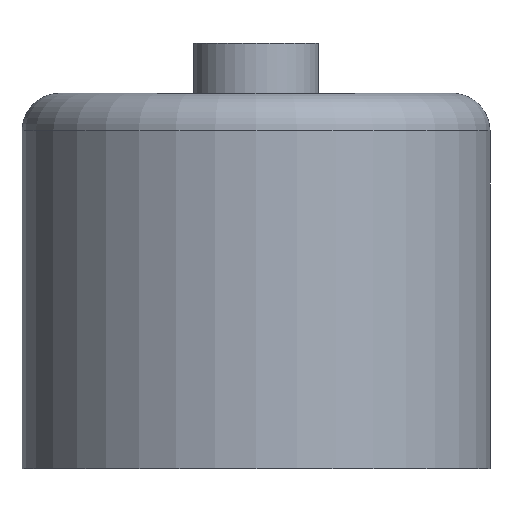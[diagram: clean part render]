
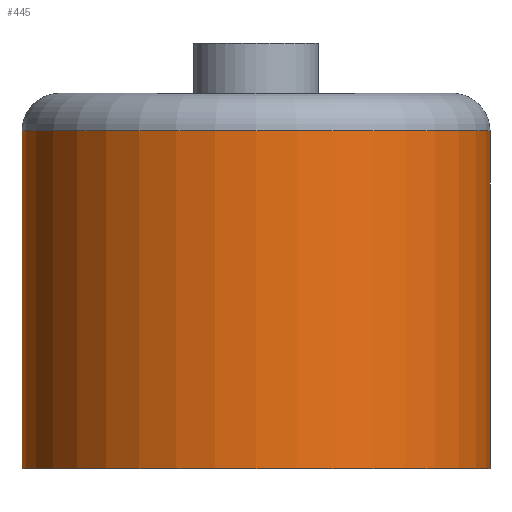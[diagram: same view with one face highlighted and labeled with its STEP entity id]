
A CAD part, front view. The second image highlights one B-rep face of the part: STEP entity #445.
In plain terms, the highlighted cylindrical face has radius 9.35 mm (diameter 18.7 mm), a full revolution.
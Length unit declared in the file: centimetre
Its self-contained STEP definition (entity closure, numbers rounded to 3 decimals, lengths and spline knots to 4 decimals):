
#320=CYLINDRICAL_SURFACE('',#466,0.935);
#328=VERTEX_POINT('',#555);
#330=VERTEX_POINT('',#560);
#341=CIRCLE('',#464,0.935);
#343=CIRCLE('',#467,0.935);
#354=EDGE_CURVE('',#328,#328,#341,.T.);
#356=EDGE_CURVE('',#330,#330,#343,.T.);
#371=ORIENTED_EDGE('',*,*,#356,.T.);
#372=ORIENTED_EDGE('',*,*,#354,.F.);
#397=EDGE_LOOP('',(#371));
#398=EDGE_LOOP('',(#372));
#423=FACE_BOUND('',#397,.T.);
#424=FACE_BOUND('',#398,.T.);
#445=ADVANCED_FACE('',(#423,#424),#320,.T.);
#464=AXIS2_PLACEMENT_3D('',#554,#502,#503);
#466=AXIS2_PLACEMENT_3D('',#558,#506,#507);
#467=AXIS2_PLACEMENT_3D('',#559,#508,#509);
#502=DIRECTION('',(0.,0.,1.));
#503=DIRECTION('',(-0.935,0.,0.));
#506=DIRECTION('',(0.,0.,1.));
#507=DIRECTION('',(0.935,0.,0.));
#508=DIRECTION('',(0.,0.,1.));
#509=DIRECTION('',(0.935,0.,0.));
#554=CARTESIAN_POINT('',(0.,0.,1.35));
#555=CARTESIAN_POINT('',(0.935,0.,1.35));
#558=CARTESIAN_POINT('',(0.,0.,0.75));
#559=CARTESIAN_POINT('',(0.,0.,0.));
#560=CARTESIAN_POINT('',(0.935,0.,0.));
